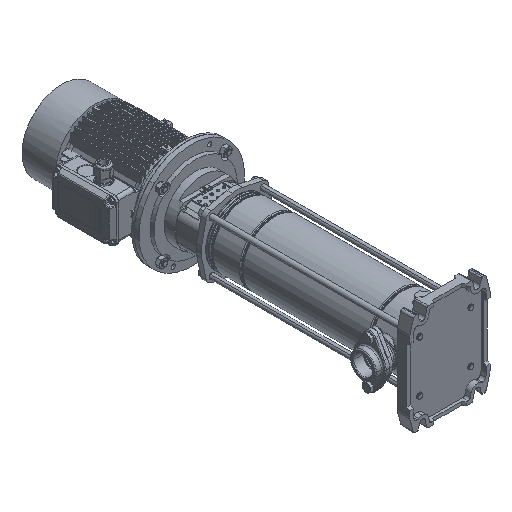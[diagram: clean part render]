
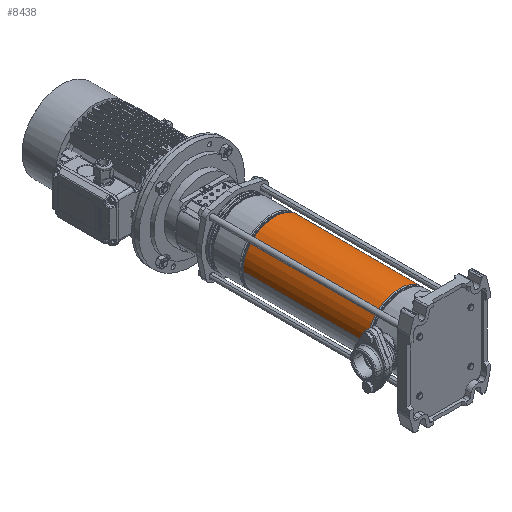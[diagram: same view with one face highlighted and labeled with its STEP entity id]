
A CAD part, isometric view. The second image highlights one B-rep face of the part: STEP entity #8438.
In plain terms, the highlighted cylindrical face has radius 74.9 mm (diameter 149.8 mm), a partial arc.
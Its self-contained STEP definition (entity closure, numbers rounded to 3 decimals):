
#4891 = CARTESIAN_POINT ( 'NONE',  ( 74.9, 0., 0. ) ) ;
#6586 = CARTESIAN_POINT ( 'NONE',  ( 0., 0., 0. ) ) ;
#7407 = LINE ( 'NONE', #26456, #45599 ) ;
#8438 = ADVANCED_FACE ( 'NONE', ( #37434 ), #29710, .T. ) ;
#15645 = VECTOR ( 'NONE', #53598, 1000. ) ;
#18389 = DIRECTION ( 'NONE',  ( 0., 0., -1. ) ) ;
#18767 = CIRCLE ( 'NONE', #58813, 74.9 ) ;
#25322 = CARTESIAN_POINT ( 'NONE',  ( -74.9, 0., 86.779 ) ) ;
#26456 = CARTESIAN_POINT ( 'NONE',  ( -74.9, 0., 0. ) ) ;
#26723 = CIRCLE ( 'NONE', #72128, 74.9 ) ;
#29402 = DIRECTION ( 'NONE',  ( 0., 0., 1. ) ) ;
#29710 = CYLINDRICAL_SURFACE ( 'NONE', #60359, 74.9 ) ;
#37434 = FACE_OUTER_BOUND ( 'NONE', #76235, .T. ) ;
#40478 = CARTESIAN_POINT ( 'NONE',  ( 74.9, 0., 86.779 ) ) ;
#41586 = DIRECTION ( 'NONE',  ( 1., 0., 0. ) ) ;
#43305 = CARTESIAN_POINT ( 'NONE',  ( 0., 0., 381.721 ) ) ;
#43930 = EDGE_CURVE ( 'NONE', #75425, #69948, #26723, .T. ) ;
#45326 = ORIENTED_EDGE ( 'NONE', *, *, #43930, .T. ) ;
#45599 = VECTOR ( 'NONE', #51234, 1000. ) ;
#46279 = ORIENTED_EDGE ( 'NONE', *, *, #64567, .F. ) ;
#47652 = VERTEX_POINT ( 'NONE', #52074 ) ;
#48716 = LINE ( 'NONE', #4891, #15645 ) ;
#51234 = DIRECTION ( 'NONE',  ( 0., 0., -1. ) ) ;
#52021 = EDGE_CURVE ( 'NONE', #47652, #75425, #7407, .T. ) ;
#52074 = CARTESIAN_POINT ( 'NONE',  ( -74.9, 0., 381.721 ) ) ;
#53598 = DIRECTION ( 'NONE',  ( 0., 0., -1. ) ) ;
#57724 = ORIENTED_EDGE ( 'NONE', *, *, #52021, .T. ) ;
#58813 = AXIS2_PLACEMENT_3D ( 'NONE', #43305, #61181, #61960 ) ;
#59661 = ORIENTED_EDGE ( 'NONE', *, *, #71315, .T. ) ;
#60359 = AXIS2_PLACEMENT_3D ( 'NONE', #6586, #18389, #73210 ) ;
#60642 = CARTESIAN_POINT ( 'NONE',  ( 74.9, 0., 381.721 ) ) ;
#61181 = DIRECTION ( 'NONE',  ( 0., 0., -1. ) ) ;
#61960 = DIRECTION ( 'NONE',  ( 1., 0., 0. ) ) ;
#64567 = EDGE_CURVE ( 'NONE', #75285, #69948, #48716, .T. ) ;
#69948 = VERTEX_POINT ( 'NONE', #40478 ) ;
#71315 = EDGE_CURVE ( 'NONE', #75285, #47652, #18767, .T. ) ;
#72128 = AXIS2_PLACEMENT_3D ( 'NONE', #74103, #29402, #41586 ) ;
#73210 = DIRECTION ( 'NONE',  ( -1., 0., 0. ) ) ;
#74103 = CARTESIAN_POINT ( 'NONE',  ( 0., 0., 86.779 ) ) ;
#75285 = VERTEX_POINT ( 'NONE', #60642 ) ;
#75425 = VERTEX_POINT ( 'NONE', #25322 ) ;
#76235 = EDGE_LOOP ( 'NONE', ( #46279, #59661, #57724, #45326 ) ) ;
